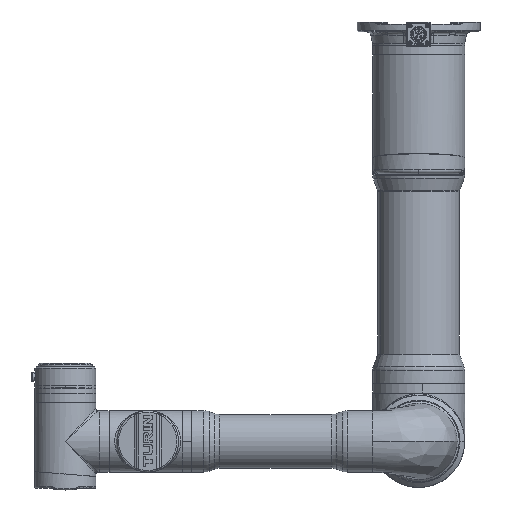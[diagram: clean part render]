
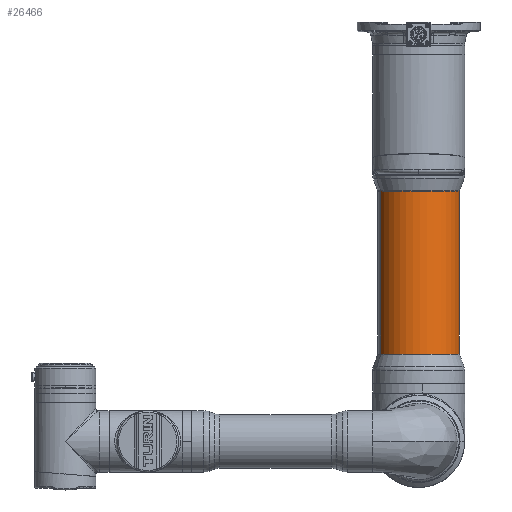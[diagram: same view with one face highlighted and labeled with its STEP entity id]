
A CAD part, front view. The second image highlights one B-rep face of the part: STEP entity #26466.
In plain terms, the highlighted cylindrical face has radius 53.184 mm (diameter 106.367 mm), a partial arc.
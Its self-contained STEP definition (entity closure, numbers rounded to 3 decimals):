
#1637 = FACE_OUTER_BOUND ( 'NONE', #11023, .T. ) ;
#3016 = VECTOR ( 'NONE', #15084, 1000. ) ;
#7842 = DIRECTION ( 'NONE',  ( 0.383, -0.924, 0. ) ) ;
#8500 = DIRECTION ( 'NONE',  ( 0., 0., 1. ) ) ;
#10944 = VERTEX_POINT ( 'NONE', #67130 ) ;
#11023 = EDGE_LOOP ( 'NONE', ( #82957, #75000, #78206, #49213 ) ) ;
#15084 = DIRECTION ( 'NONE',  ( 0., 0., 1. ) ) ;
#19627 = CARTESIAN_POINT ( 'NONE',  ( 118.648, 49.135, -220.772 ) ) ;
#20461 = DIRECTION ( 'NONE',  ( 0., 0., 1. ) ) ;
#22010 = CYLINDRICAL_SURFACE ( 'NONE', #46559, 53.183 ) ;
#23282 = CARTESIAN_POINT ( 'NONE',  ( 139., 0., -432.728 ) ) ;
#26466 = ADVANCED_FACE ( 'NONE', ( #1637 ), #22010, .T. ) ;
#29297 = LINE ( 'NONE', #36837, #3016 ) ;
#31313 = DIRECTION ( 'NONE',  ( 0.383, -0.924, 0. ) ) ;
#31612 = CARTESIAN_POINT ( 'NONE',  ( 159.352, -49.135, -618.426 ) ) ;
#33359 = CIRCLE ( 'NONE', #97730, 53.183 ) ;
#36777 = LINE ( 'NONE', #31612, #54744 ) ;
#36837 = CARTESIAN_POINT ( 'NONE',  ( 118.648, 49.135, -618.426 ) ) ;
#46559 = AXIS2_PLACEMENT_3D ( 'NONE', #99154, #92826, #31313 ) ;
#49213 = ORIENTED_EDGE ( 'NONE', *, *, #52338, .F. ) ;
#51246 = VERTEX_POINT ( 'NONE', #53035 ) ;
#51476 = CIRCLE ( 'NONE', #86098, 53.183 ) ;
#52338 = EDGE_CURVE ( 'NONE', #60654, #51246, #51476, .T. ) ;
#53035 = CARTESIAN_POINT ( 'NONE',  ( 159.352, -49.135, -220.772 ) ) ;
#54744 = VECTOR ( 'NONE', #8500, 1000. ) ;
#58193 = DIRECTION ( 'NONE',  ( -0.383, 0.924, 0. ) ) ;
#60654 = VERTEX_POINT ( 'NONE', #19627 ) ;
#62428 = EDGE_CURVE ( 'NONE', #91943, #10944, #33359, .T. ) ;
#66803 = EDGE_CURVE ( 'NONE', #10944, #60654, #29297, .T. ) ;
#67130 = CARTESIAN_POINT ( 'NONE',  ( 118.648, 49.135, -432.728 ) ) ;
#70801 = CARTESIAN_POINT ( 'NONE',  ( 159.352, -49.135, -432.728 ) ) ;
#73654 = CARTESIAN_POINT ( 'NONE',  ( 139., 0., -220.772 ) ) ;
#75000 = ORIENTED_EDGE ( 'NONE', *, *, #62428, .F. ) ;
#77110 = DIRECTION ( 'NONE',  ( 0., 0., -1. ) ) ;
#78206 = ORIENTED_EDGE ( 'NONE', *, *, #88347, .T. ) ;
#82957 = ORIENTED_EDGE ( 'NONE', *, *, #66803, .F. ) ;
#86098 = AXIS2_PLACEMENT_3D ( 'NONE', #73654, #20461, #58193 ) ;
#88347 = EDGE_CURVE ( 'NONE', #91943, #51246, #36777, .T. ) ;
#91943 = VERTEX_POINT ( 'NONE', #70801 ) ;
#92826 = DIRECTION ( 'NONE',  ( 0., 0., 1. ) ) ;
#97730 = AXIS2_PLACEMENT_3D ( 'NONE', #23282, #77110, #7842 ) ;
#99154 = CARTESIAN_POINT ( 'NONE',  ( 139., 0., -618.426 ) ) ;
